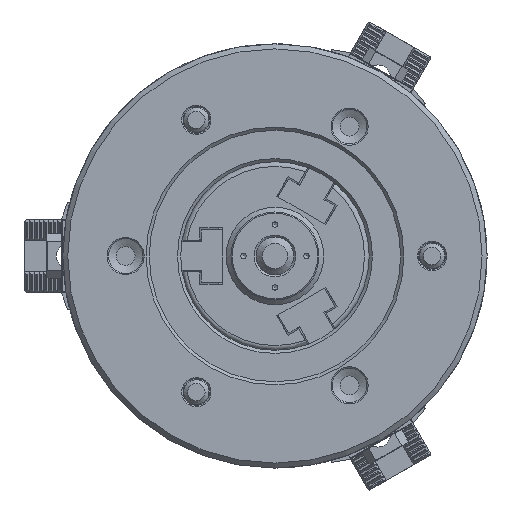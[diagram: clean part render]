
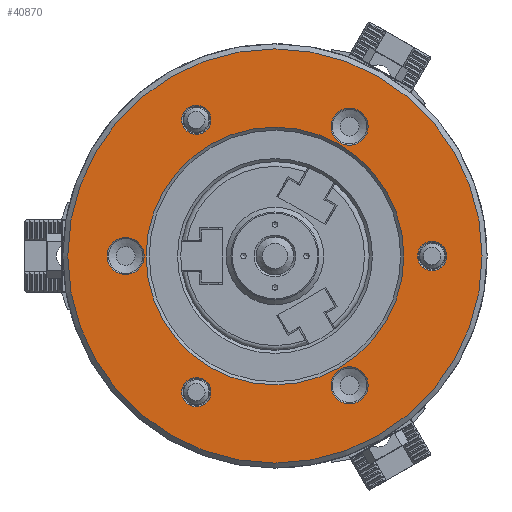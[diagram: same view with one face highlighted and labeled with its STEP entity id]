
A CAD part, left-side view. The second image highlights one B-rep face of the part: STEP entity #40870.
In plain terms, the highlighted planar face has unit normal (-1, 0, 0).
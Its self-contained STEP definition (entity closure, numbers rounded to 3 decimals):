
#683=CIRCLE('',#44279,4.65);
#721=CIRCLE('',#44335,5.9);
#732=CIRCLE('',#44357,4.65);
#789=CIRCLE('',#44444,65.9);
#790=CIRCLE('',#44446,4.65);
#791=CIRCLE('',#44447,5.9);
#792=CIRCLE('',#44448,41.);
#793=CIRCLE('',#44449,5.9);
#1562=ORIENTED_EDGE('',*,*,#13522,.T.);
#1563=ORIENTED_EDGE('',*,*,#13358,.T.);
#1564=ORIENTED_EDGE('',*,*,#13436,.F.);
#1565=ORIENTED_EDGE('',*,*,#13521,.F.);
#1566=ORIENTED_EDGE('',*,*,#13425,.T.);
#1567=ORIENTED_EDGE('',*,*,#13523,.T.);
#1568=ORIENTED_EDGE('',*,*,#13524,.T.);
#1569=ORIENTED_EDGE('',*,*,#13525,.F.);
#13358=EDGE_CURVE('',#19399,#19399,#683,.T.);
#13425=EDGE_CURVE('',#19451,#19451,#721,.T.);
#13436=EDGE_CURVE('',#19463,#19463,#732,.T.);
#13521=EDGE_CURVE('',#19516,#19516,#789,.T.);
#13522=EDGE_CURVE('',#19517,#19517,#790,.T.);
#13523=EDGE_CURVE('',#19518,#19518,#791,.T.);
#13524=EDGE_CURVE('',#19519,#19519,#792,.T.);
#13525=EDGE_CURVE('',#19520,#19520,#793,.T.);
#19399=VERTEX_POINT('',#58146);
#19451=VERTEX_POINT('',#58283);
#19463=VERTEX_POINT('',#58317);
#19516=VERTEX_POINT('',#58485);
#19517=VERTEX_POINT('',#58488);
#19518=VERTEX_POINT('',#58490);
#19519=VERTEX_POINT('',#58492);
#19520=VERTEX_POINT('',#58494);
#33968=EDGE_LOOP('',(#1562));
#33969=EDGE_LOOP('',(#1563));
#33970=EDGE_LOOP('',(#1564));
#33971=EDGE_LOOP('',(#1565));
#33972=EDGE_LOOP('',(#1566));
#33973=EDGE_LOOP('',(#1567));
#33974=EDGE_LOOP('',(#1568));
#33975=EDGE_LOOP('',(#1569));
#36499=FACE_BOUND('',#33968,.T.);
#36500=FACE_BOUND('',#33969,.T.);
#36501=FACE_BOUND('',#33970,.T.);
#36502=FACE_BOUND('',#33971,.T.);
#36503=FACE_BOUND('',#33972,.T.);
#36504=FACE_BOUND('',#33973,.T.);
#36505=FACE_BOUND('',#33974,.T.);
#36506=FACE_BOUND('',#33975,.T.);
#38964=PLANE('',#44445);
#40870=ADVANCED_FACE('',(#36499,#36500,#36501,#36502,#36503,#36504,#36505,
#36506),#38964,.T.);
#44279=AXIS2_PLACEMENT_3D('',#58145,#47203,#47204);
#44335=AXIS2_PLACEMENT_3D('',#58282,#47344,#47345);
#44357=AXIS2_PLACEMENT_3D('',#58316,#47388,#47389);
#44444=AXIS2_PLACEMENT_3D('',#58484,#47590,#47591);
#44445=AXIS2_PLACEMENT_3D('',#58486,#47592,#47593);
#44446=AXIS2_PLACEMENT_3D('',#58487,#47594,#47595);
#44447=AXIS2_PLACEMENT_3D('',#58489,#47596,#47597);
#44448=AXIS2_PLACEMENT_3D('',#58491,#47598,#47599);
#44449=AXIS2_PLACEMENT_3D('',#58493,#47600,#47601);
#47203=DIRECTION('',(1.,0.,0.));
#47204=DIRECTION('',(0.,0.866,0.5));
#47344=DIRECTION('',(1.,0.,0.));
#47345=DIRECTION('',(0.,0.866,0.5));
#47388=DIRECTION('',(-1.,0.,0.));
#47389=DIRECTION('',(0.,-0.866,-0.5));
#47590=DIRECTION('',(1.,0.,0.));
#47591=DIRECTION('',(0.,0.,-1.));
#47592=DIRECTION('',(-1.,0.,0.));
#47593=DIRECTION('',(0.,0.,1.));
#47594=DIRECTION('',(1.,0.,0.));
#47595=DIRECTION('',(0.,0.,-1.));
#47596=DIRECTION('',(1.,0.,0.));
#47597=DIRECTION('',(0.,-0.866,0.5));
#47598=DIRECTION('',(1.,0.,0.));
#47599=DIRECTION('',(0.,0.,-1.));
#47600=DIRECTION('',(-1.,0.,0.));
#47601=DIRECTION('',(0.,0.,1.));
#58145=CARTESIAN_POINT('',(-55.,25.,43.301));
#58146=CARTESIAN_POINT('',(-55.,29.027,45.626));
#58282=CARTESIAN_POINT('',(-55.,-23.75,41.136));
#58283=CARTESIAN_POINT('',(-55.,-18.64,44.086));
#58316=CARTESIAN_POINT('',(-55.,-50.,0.));
#58317=CARTESIAN_POINT('',(-55.,-54.027,-2.325));
#58484=CARTESIAN_POINT('',(-55.,0.,0.));
#58485=CARTESIAN_POINT('',(-55.,0.,-65.9));
#58486=CARTESIAN_POINT('',(-55.,20.5,-35.507));
#58487=CARTESIAN_POINT('',(-55.,25.,-43.301));
#58488=CARTESIAN_POINT('',(-55.,25.,-47.951));
#58489=CARTESIAN_POINT('',(-55.,-23.75,-41.136));
#58490=CARTESIAN_POINT('',(-55.,-28.86,-38.186));
#58491=CARTESIAN_POINT('',(-55.,0.,0.));
#58492=CARTESIAN_POINT('',(-55.,0.,-41.));
#58493=CARTESIAN_POINT('',(-55.,47.5,0.));
#58494=CARTESIAN_POINT('',(-55.,47.5,5.9));
